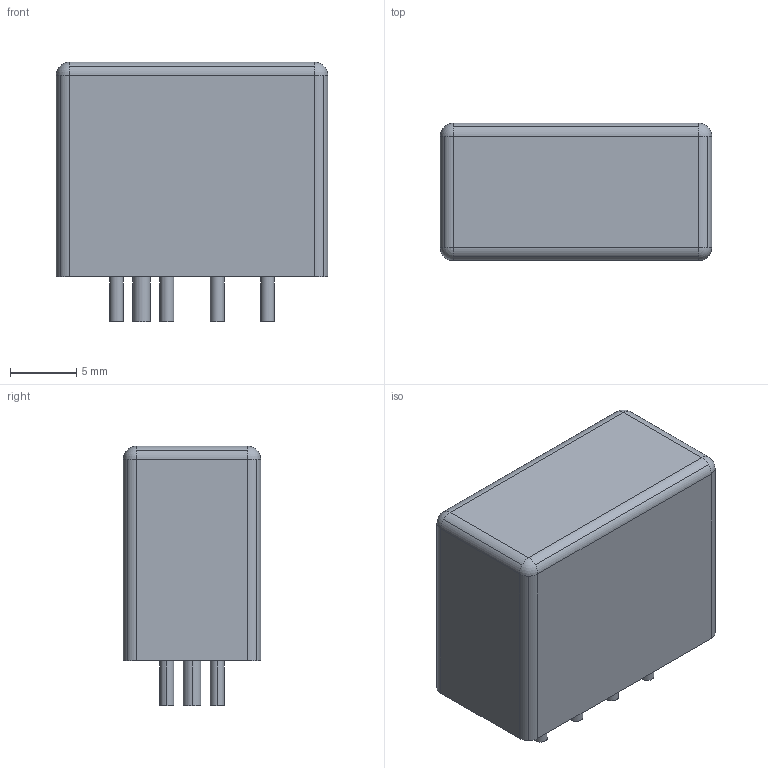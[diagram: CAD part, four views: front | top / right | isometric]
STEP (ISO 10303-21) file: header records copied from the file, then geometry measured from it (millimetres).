
FILE_DESCRIPTION((''),'2;1');
FILE_NAME('REL_TYCO_FCB-205-BZ1.stp','2009-06-03T17:12:28',(''),(''),'Mechanical Desktop 2006','Mechanical Desktop 2006',', , ');
FILE_SCHEMA(('AUTOMOTIVE_DESIGN { 1 2 10303 214 0 1 1 1 }'));
Length unit declared in the file: millimetre
Products named in the file (1): Product
Bounding box: 20.57 x 10.41 x 19.66 mm (x, y, z)
Volume: 3483 mm3; surface area: 1511.7 mm2
Topology: 11 solids, 11 shells, 69 faces, 130 edges, 80 vertices
Faces by surface type: cylinder 38, plane 27, sphere 4
Entity records: 1762 total; most frequent: DIRECTION 342, CARTESIAN_POINT 276, ORIENTED_EDGE 252, AXIS2_PLACEMENT_3D 146, EDGE_CURVE 126, VERTEX_POINT 80, CIRCLE 76, EDGE_LOOP 70
